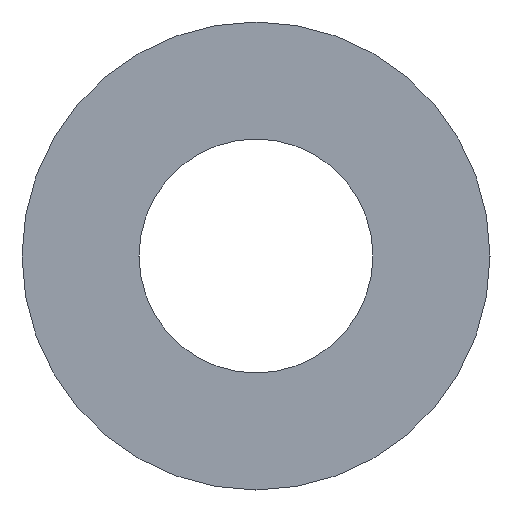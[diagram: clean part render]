
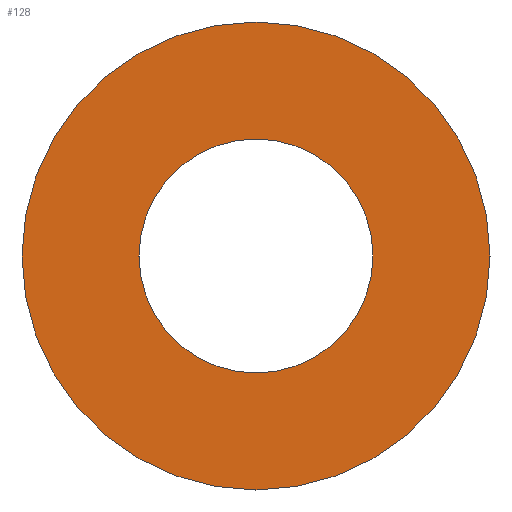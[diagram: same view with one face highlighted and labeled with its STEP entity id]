
A CAD part, left-side view. The second image highlights one B-rep face of the part: STEP entity #128.
In plain terms, the highlighted planar face has unit normal (-1, 0, 0).
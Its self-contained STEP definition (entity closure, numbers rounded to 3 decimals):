
#10 = ORIENTED_EDGE ( 'NONE', *, *, #361, .T. ) ;
#20 = FACE_BOUND ( 'NONE', #236, .T. ) ;
#24 = DIRECTION ( 'NONE',  ( -1., 0., 0. ) ) ;
#36 = AXIS2_PLACEMENT_3D ( 'NONE', #129, #161, #220 ) ;
#67 = EDGE_CURVE ( 'NONE', #241, #178, #163, .T. ) ;
#69 = DIRECTION ( 'NONE',  ( 0., 0., 1. ) ) ;
#89 = CARTESIAN_POINT ( 'NONE',  ( 0., 0., 0. ) ) ;
#91 = VERTEX_POINT ( 'NONE', #130 ) ;
#92 = EDGE_CURVE ( 'NONE', #91, #206, #193, .T. ) ;
#104 = CARTESIAN_POINT ( 'NONE',  ( 0., 0., 0. ) ) ;
#106 = DIRECTION ( 'NONE',  ( 1., 0., 0. ) ) ;
#107 = CARTESIAN_POINT ( 'NONE',  ( 0., 0., 5. ) ) ;
#128 = ADVANCED_FACE ( 'NONE', ( #20, #134 ), #364, .F. ) ;
#129 = CARTESIAN_POINT ( 'NONE',  ( 0., 0., 0. ) ) ;
#130 = CARTESIAN_POINT ( 'NONE',  ( 0., 0., 10. ) ) ;
#134 = FACE_OUTER_BOUND ( 'NONE', #203, .T. ) ;
#152 = ORIENTED_EDGE ( 'NONE', *, *, #92, .T. ) ;
#161 = DIRECTION ( 'NONE',  ( -1., 0., 0. ) ) ;
#163 = CIRCLE ( 'NONE', #210, 5. ) ;
#166 = CARTESIAN_POINT ( 'NONE',  ( 0., 0., -10. ) ) ;
#178 = VERTEX_POINT ( 'NONE', #107 ) ;
#193 = CIRCLE ( 'NONE', #36, 10. ) ;
#203 = EDGE_LOOP ( 'NONE', ( #152, #10 ) ) ;
#206 = VERTEX_POINT ( 'NONE', #166 ) ;
#209 = DIRECTION ( 'NONE',  ( -1., 0., 0. ) ) ;
#210 = AXIS2_PLACEMENT_3D ( 'NONE', #104, #279, #310 ) ;
#211 = ORIENTED_EDGE ( 'NONE', *, *, #67, .F. ) ;
#215 = AXIS2_PLACEMENT_3D ( 'NONE', #252, #106, #312 ) ;
#220 = DIRECTION ( 'NONE',  ( 0., 0., 1. ) ) ;
#226 = DIRECTION ( 'NONE',  ( 0., 0., 1. ) ) ;
#236 = EDGE_LOOP ( 'NONE', ( #360, #211 ) ) ;
#241 = VERTEX_POINT ( 'NONE', #349 ) ;
#252 = CARTESIAN_POINT ( 'NONE',  ( 0., 10., 0. ) ) ;
#253 = EDGE_CURVE ( 'NONE', #178, #241, #335, .T. ) ;
#259 = CARTESIAN_POINT ( 'NONE',  ( 0., 0., 0. ) ) ;
#266 = AXIS2_PLACEMENT_3D ( 'NONE', #259, #24, #226 ) ;
#279 = DIRECTION ( 'NONE',  ( -1., 0., 0. ) ) ;
#310 = DIRECTION ( 'NONE',  ( 0., 0., 1. ) ) ;
#312 = DIRECTION ( 'NONE',  ( 0., 0., -1. ) ) ;
#318 = AXIS2_PLACEMENT_3D ( 'NONE', #89, #209, #69 ) ;
#335 = CIRCLE ( 'NONE', #266, 5. ) ;
#347 = CIRCLE ( 'NONE', #318, 10. ) ;
#349 = CARTESIAN_POINT ( 'NONE',  ( 0., 0., -5. ) ) ;
#360 = ORIENTED_EDGE ( 'NONE', *, *, #253, .F. ) ;
#361 = EDGE_CURVE ( 'NONE', #206, #91, #347, .T. ) ;
#364 = PLANE ( 'NONE',  #215 ) ;
